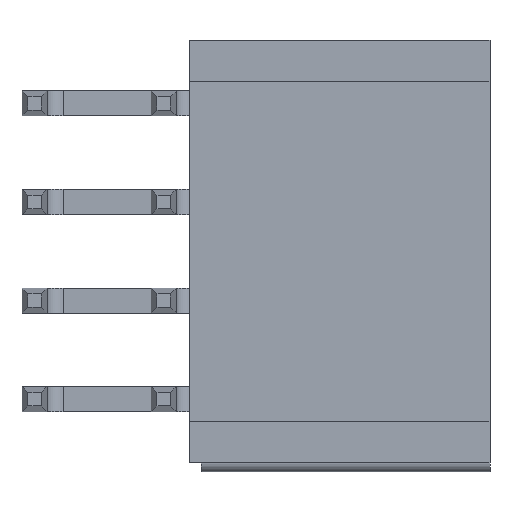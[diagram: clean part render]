
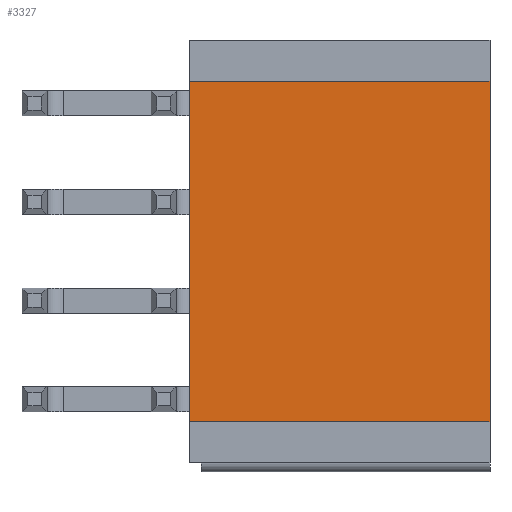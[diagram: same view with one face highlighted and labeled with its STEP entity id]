
A CAD part, front view. The second image highlights one B-rep face of the part: STEP entity #3327.
In plain terms, the highlighted planar face has unit normal (0, -1, 0).
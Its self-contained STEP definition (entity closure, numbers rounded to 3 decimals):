
#13=DIRECTION('',(0.,0.,-1.));
#14=VECTOR('',#13,14.5);
#15=CARTESIAN_POINT('',(-6.4,-4.6,7.25));
#16=LINE('',#15,#14);
#214=DIRECTION('',(0.,0.,-1.));
#215=VECTOR('',#214,14.5);
#216=CARTESIAN_POINT('',(6.4,-4.6,7.25));
#217=LINE('',#216,#215);
#427=DIRECTION('',(1.,0.,0.));
#428=VECTOR('',#427,12.8);
#429=CARTESIAN_POINT('',(-6.4,-4.6,-7.25));
#430=LINE('',#429,#428);
#431=DIRECTION('',(1.,0.,0.));
#432=VECTOR('',#431,12.8);
#433=CARTESIAN_POINT('',(-6.4,-4.6,7.25));
#434=LINE('',#433,#432);
#2273=CARTESIAN_POINT('',(-6.4,-4.6,7.25));
#2274=VERTEX_POINT('',#2273);
#2275=CARTESIAN_POINT('',(-6.4,-4.6,-7.25));
#2276=VERTEX_POINT('',#2275);
#2279=CARTESIAN_POINT('',(6.4,-4.6,7.25));
#2280=VERTEX_POINT('',#2279);
#2281=CARTESIAN_POINT('',(6.4,-4.6,-7.25));
#2282=VERTEX_POINT('',#2281);
#3315=CARTESIAN_POINT('',(-6.4,-4.6,7.25));
#3316=DIRECTION('',(0.,-1.,0.));
#3317=DIRECTION('',(0.,0.,-1.));
#3318=AXIS2_PLACEMENT_3D('',#3315,#3316,#3317);
#3319=PLANE('',#3318);
#3320=ORIENTED_EDGE('',*,*,#2962,.F.);
#3322=ORIENTED_EDGE('',*,*,#3321,.T.);
#3323=ORIENTED_EDGE('',*,*,#3137,.T.);
#3324=ORIENTED_EDGE('',*,*,#3308,.F.);
#3325=EDGE_LOOP('',(#3320,#3322,#3323,#3324));
#3326=FACE_OUTER_BOUND('',#3325,.F.);
#3327=ADVANCED_FACE('',(#3326),#3319,.T.);
#2962=EDGE_CURVE('',#2274,#2276,#16,.T.);
#3137=EDGE_CURVE('',#2280,#2282,#217,.T.);
#3308=EDGE_CURVE('',#2276,#2282,#430,.T.);
#3321=EDGE_CURVE('',#2274,#2280,#434,.T.);
